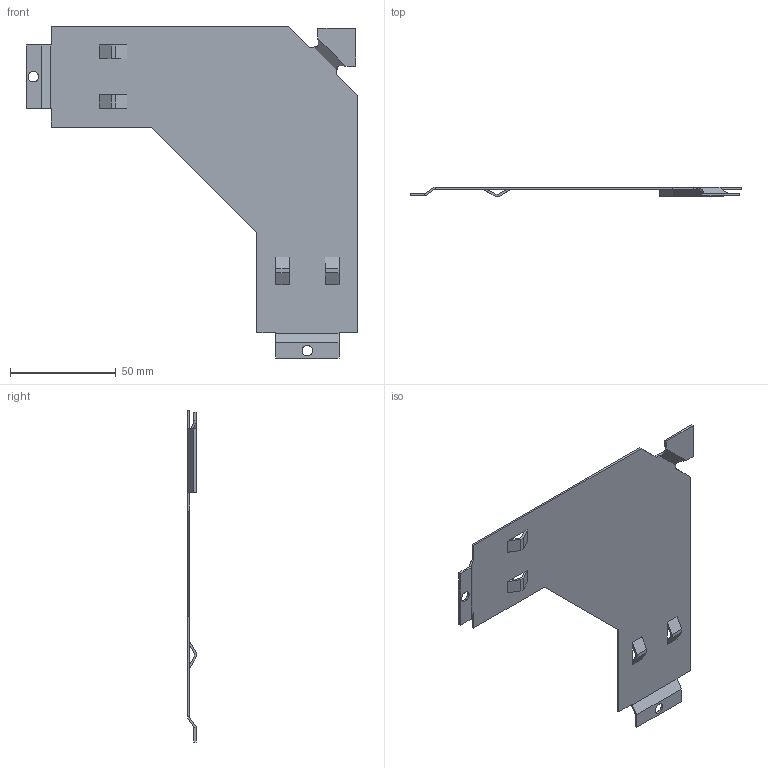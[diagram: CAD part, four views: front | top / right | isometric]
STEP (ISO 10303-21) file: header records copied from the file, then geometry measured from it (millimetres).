
FILE_DESCRIPTION (( 'STEP AP214' ), '1' );
FILE_NAME ('7131785.stp', '2020-01-08T14:38:57', ( '' ), ( '' ), 'SwSTEP 2.0', 'SolidWorks 2018', '' );
FILE_SCHEMA (( 'AUTOMOTIVE_DESIGN' ));
Length unit declared in the file: millimetre
Products named in the file (1): 7131785
Bounding box: 157.3 x 4.2 x 157.3 mm (x, y, z)
Volume: 13459.7 mm3; surface area: 27765.1 mm2
Topology: 1 solids, 1 shells, 107 faces, 325 edges, 212 vertices
Faces by surface type: plane 95, cylinder 6, bspline 6
Entity records: 3787 total; most frequent: CARTESIAN_POINT 881, ORIENTED_EDGE 650, DIRECTION 509, EDGE_CURVE 325, LINE 281, VECTOR 281, VERTEX_POINT 212, EDGE_LOOP 119
